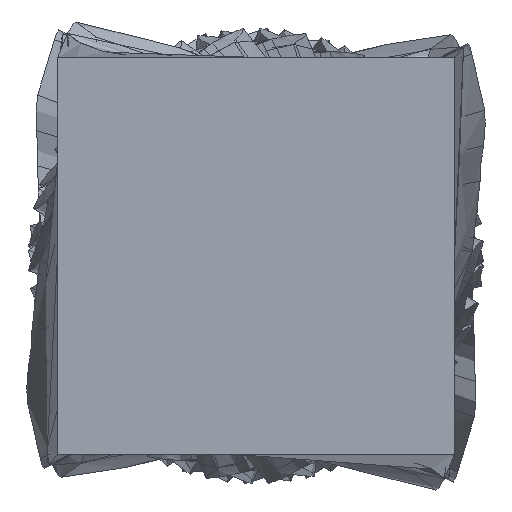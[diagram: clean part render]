
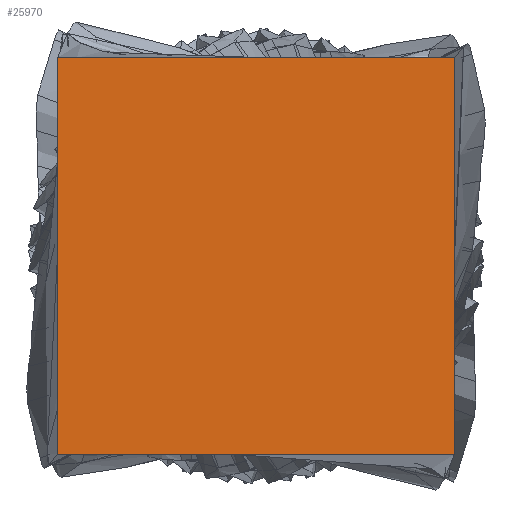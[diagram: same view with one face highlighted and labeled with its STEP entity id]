
A CAD part, front view. The second image highlights one B-rep face of the part: STEP entity #25970.
In plain terms, the highlighted planar face has unit normal (0, -1, 0).
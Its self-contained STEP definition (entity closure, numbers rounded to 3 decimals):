
#306 = AXIS2_PLACEMENT_3D ( 'NONE', #79614, #52954, #79031 ) ;
#369 = VERTEX_POINT ( 'NONE', #24973 ) ;
#3042 = ORIENTED_EDGE ( 'NONE', *, *, #45424, .T. ) ;
#5309 = CARTESIAN_POINT ( 'NONE',  ( -6., -425., 6. ) ) ;
#9129 = ORIENTED_EDGE ( 'NONE', *, *, #36447, .T. ) ;
#15712 = EDGE_LOOP ( 'NONE', ( #66725, #37181, #9129, #3042 ) ) ;
#16551 = EDGE_CURVE ( 'NONE', #74263, #369, #37883, .T. ) ;
#16790 = CARTESIAN_POINT ( 'NONE',  ( -6., -425., 6. ) ) ;
#18547 = CARTESIAN_POINT ( 'NONE',  ( -6., -425., -6. ) ) ;
#24973 = CARTESIAN_POINT ( 'NONE',  ( 6., -425., 6. ) ) ;
#25970 = ADVANCED_FACE ( 'NONE', ( #74689 ), #37969, .T. ) ;
#26272 = VECTOR ( 'NONE', #84118, 1000. ) ;
#26392 = VECTOR ( 'NONE', #51204, 1000. ) ;
#27031 = CARTESIAN_POINT ( 'NONE',  ( 6., -425., -6. ) ) ;
#28372 = LINE ( 'NONE', #30131, #26272 ) ;
#30131 = CARTESIAN_POINT ( 'NONE',  ( -6., -425., 6. ) ) ;
#35487 = VERTEX_POINT ( 'NONE', #18547 ) ;
#35680 = VECTOR ( 'NONE', #69776, 1000. ) ;
#36447 = EDGE_CURVE ( 'NONE', #63276, #35487, #28372, .T. ) ;
#37181 = ORIENTED_EDGE ( 'NONE', *, *, #72274, .T. ) ;
#37883 = LINE ( 'NONE', #44166, #26392 ) ;
#37969 = PLANE ( 'NONE',  #306 ) ;
#44166 = CARTESIAN_POINT ( 'NONE',  ( 6., -425., 6. ) ) ;
#45424 = EDGE_CURVE ( 'NONE', #35487, #74263, #53560, .T. ) ;
#51204 = DIRECTION ( 'NONE',  ( 0., 0., 1. ) ) ;
#52954 = DIRECTION ( 'NONE',  ( 0., -1., 0. ) ) ;
#53560 = LINE ( 'NONE', #83329, #35680 ) ;
#63276 = VERTEX_POINT ( 'NONE', #5309 ) ;
#64003 = DIRECTION ( 'NONE',  ( -1., 0., 0. ) ) ;
#65358 = VECTOR ( 'NONE', #64003, 1000. ) ;
#66725 = ORIENTED_EDGE ( 'NONE', *, *, #16551, .T. ) ;
#69776 = DIRECTION ( 'NONE',  ( 1., 0., 0. ) ) ;
#72274 = EDGE_CURVE ( 'NONE', #369, #63276, #83247, .T. ) ;
#74263 = VERTEX_POINT ( 'NONE', #27031 ) ;
#74689 = FACE_OUTER_BOUND ( 'NONE', #15712, .T. ) ;
#79031 = DIRECTION ( 'NONE',  ( 0., 0., -1. ) ) ;
#79614 = CARTESIAN_POINT ( 'NONE',  ( 0., -425., 0. ) ) ;
#83247 = LINE ( 'NONE', #16790, #65358 ) ;
#83329 = CARTESIAN_POINT ( 'NONE',  ( -6., -425., -6. ) ) ;
#84118 = DIRECTION ( 'NONE',  ( 0., 0., -1. ) ) ;
